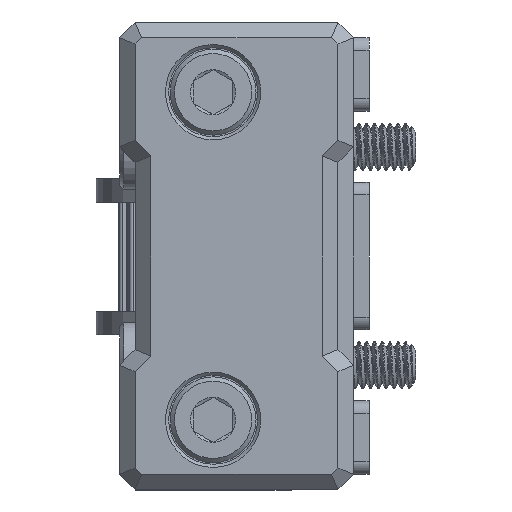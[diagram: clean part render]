
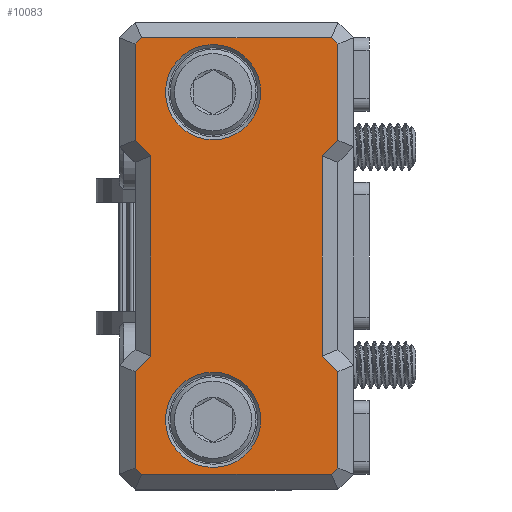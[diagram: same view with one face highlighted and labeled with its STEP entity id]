
A CAD part, front view. The second image highlights one B-rep face of the part: STEP entity #10083.
In plain terms, the highlighted planar face has unit normal (0, -1, 0).
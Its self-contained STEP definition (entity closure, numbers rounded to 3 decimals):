
#126=FACE_BOUND('',#1735,.T.);
#127=FACE_BOUND('',#1736,.T.);
#347=PLANE('',#10926);
#1144=FACE_OUTER_BOUND('',#1734,.T.);
#1734=EDGE_LOOP('',(#8652,#8653,#8654,#8655,#8656,#8657,#8658,#8659,#8660,
#8661,#8662,#8663,#8664,#8665,#8666,#8667));
#1735=EDGE_LOOP('',(#8668));
#1736=EDGE_LOOP('',(#8669));
#2047=CIRCLE('',#10924,3.05);
#2049=CIRCLE('',#10927,3.05);
#2927=LINE('',#28893,#3687);
#2931=LINE('',#28901,#3691);
#2960=LINE('',#28966,#3720);
#2965=LINE('',#28976,#3725);
#2984=LINE('',#29241,#3744);
#2988=LINE('',#29251,#3748);
#2992=LINE('',#29265,#3752);
#2993=LINE('',#29267,#3753);
#2994=LINE('',#29269,#3754);
#2995=LINE('',#29271,#3755);
#2996=LINE('',#29272,#3756);
#2997=LINE('',#29273,#3757);
#2998=LINE('',#29274,#3758);
#2999=LINE('',#29275,#3759);
#3000=LINE('',#29276,#3760);
#3001=LINE('',#29277,#3761);
#3687=VECTOR('',#12934,10.);
#3691=VECTOR('',#12942,10.);
#3720=VECTOR('',#12999,10.);
#3725=VECTOR('',#13010,10.);
#3744=VECTOR('',#13081,10.);
#3748=VECTOR('',#13091,10.);
#3752=VECTOR('',#13107,10.);
#3753=VECTOR('',#13108,10.);
#3754=VECTOR('',#13109,10.);
#3755=VECTOR('',#13110,10.);
#3756=VECTOR('',#13111,10.);
#3757=VECTOR('',#13112,10.);
#3758=VECTOR('',#13113,10.);
#3759=VECTOR('',#13114,10.);
#3760=VECTOR('',#13115,10.);
#3761=VECTOR('',#13116,10.);
#4579=VERTEX_POINT('',#28890);
#4580=VERTEX_POINT('',#28892);
#4581=VERTEX_POINT('',#28898);
#4582=VERTEX_POINT('',#28900);
#4603=VERTEX_POINT('',#28963);
#4604=VERTEX_POINT('',#28965);
#4605=VERTEX_POINT('',#28973);
#4606=VERTEX_POINT('',#28975);
#4637=VERTEX_POINT('',#29238);
#4638=VERTEX_POINT('',#29240);
#4640=VERTEX_POINT('',#29248);
#4641=VERTEX_POINT('',#29250);
#4643=VERTEX_POINT('',#29258);
#4645=VERTEX_POINT('',#29264);
#4646=VERTEX_POINT('',#29266);
#4647=VERTEX_POINT('',#29268);
#4648=VERTEX_POINT('',#29270);
#4649=VERTEX_POINT('',#29278);
#5924=EDGE_CURVE('',#4579,#4580,#2927,.T.);
#5928=EDGE_CURVE('',#4581,#4582,#2931,.T.);
#5961=EDGE_CURVE('',#4603,#4604,#2960,.T.);
#5966=EDGE_CURVE('',#4605,#4606,#2965,.T.);
#6022=EDGE_CURVE('',#4637,#4638,#2984,.T.);
#6027=EDGE_CURVE('',#4640,#4641,#2988,.T.);
#6031=EDGE_CURVE('',#4643,#4643,#2047,.T.);
#6034=EDGE_CURVE('',#4645,#4581,#2992,.T.);
#6035=EDGE_CURVE('',#4646,#4645,#2993,.T.);
#6036=EDGE_CURVE('',#4647,#4646,#2994,.T.);
#6037=EDGE_CURVE('',#4648,#4647,#2995,.T.);
#6038=EDGE_CURVE('',#4604,#4648,#2996,.T.);
#6039=EDGE_CURVE('',#4606,#4603,#2997,.T.);
#6040=EDGE_CURVE('',#4638,#4605,#2998,.T.);
#6041=EDGE_CURVE('',#4641,#4637,#2999,.T.);
#6042=EDGE_CURVE('',#4580,#4640,#3000,.T.);
#6043=EDGE_CURVE('',#4582,#4579,#3001,.T.);
#6044=EDGE_CURVE('',#4649,#4649,#2049,.T.);
#8652=ORIENTED_EDGE('',*,*,#5928,.F.);
#8653=ORIENTED_EDGE('',*,*,#6034,.F.);
#8654=ORIENTED_EDGE('',*,*,#6035,.F.);
#8655=ORIENTED_EDGE('',*,*,#6036,.F.);
#8656=ORIENTED_EDGE('',*,*,#6037,.F.);
#8657=ORIENTED_EDGE('',*,*,#6038,.F.);
#8658=ORIENTED_EDGE('',*,*,#5961,.F.);
#8659=ORIENTED_EDGE('',*,*,#6039,.F.);
#8660=ORIENTED_EDGE('',*,*,#5966,.F.);
#8661=ORIENTED_EDGE('',*,*,#6040,.F.);
#8662=ORIENTED_EDGE('',*,*,#6022,.F.);
#8663=ORIENTED_EDGE('',*,*,#6041,.F.);
#8664=ORIENTED_EDGE('',*,*,#6027,.F.);
#8665=ORIENTED_EDGE('',*,*,#6042,.F.);
#8666=ORIENTED_EDGE('',*,*,#5924,.F.);
#8667=ORIENTED_EDGE('',*,*,#6043,.F.);
#8668=ORIENTED_EDGE('',*,*,#6044,.F.);
#8669=ORIENTED_EDGE('',*,*,#6031,.F.);
#10083=ADVANCED_FACE('',(#1144,#126,#127),#347,.T.);
#10924=AXIS2_PLACEMENT_3D('',#29259,#13100,#13101);
#10926=AXIS2_PLACEMENT_3D('',#29263,#13105,#13106);
#10927=AXIS2_PLACEMENT_3D('',#29279,#13117,#13118);
#12934=DIRECTION('',(0.707,0.,-0.707));
#12942=DIRECTION('',(0.707,0.,0.707));
#12999=DIRECTION('',(-0.707,0.,0.707));
#13010=DIRECTION('',(-0.707,0.,-0.707));
#13081=DIRECTION('',(0.707,0.,-0.707));
#13091=DIRECTION('',(-0.707,0.,-0.707));
#13100=DIRECTION('center_axis',(0.,-1.,0.));
#13101=DIRECTION('ref_axis',(1.,0.,0.));
#13105=DIRECTION('center_axis',(0.,-1.,0.));
#13106=DIRECTION('ref_axis',(0.,0.,
-1.));
#13107=DIRECTION('',(0.,0.,1.));
#13108=DIRECTION('',(-0.707,0.,0.707));
#13109=DIRECTION('',(0.,0.,1.));
#13110=DIRECTION('',(0.707,0.,0.707));
#13111=DIRECTION('',(0.,0.,1.));
#13112=DIRECTION('',(-1.,0.,0.));
#13113=DIRECTION('',(0.,0.,-1.));
#13114=DIRECTION('',(0.,0.,-1.));
#13115=DIRECTION('',(0.,0.,-1.));
#13116=DIRECTION('',(1.,0.,0.));
#13117=DIRECTION('center_axis',(0.,-1.,0.));
#13118=DIRECTION('ref_axis',(1.,0.,0.));
#28890=CARTESIAN_POINT('',(-53.68,-3.315,108.117));
#28892=CARTESIAN_POINT('',(-53.266,-3.315,107.703));
#28893=CARTESIAN_POINT('',(-54.973,-3.315,109.41));
#28898=CARTESIAN_POINT('',(-66.266,-3.315,107.703));
#28900=CARTESIAN_POINT('',(-65.852,-3.315,108.117));
#28901=CARTESIAN_POINT('',(-68.309,-3.315,105.66));
#28963=CARTESIAN_POINT('',(-65.852,-3.315,80.117));
#28965=CARTESIAN_POINT('',(-66.266,-3.315,80.532));
#28966=CARTESIAN_POINT('',(-71.309,-3.315,85.574));
#28973=CARTESIAN_POINT('',(-53.266,-3.315,80.532));
#28975=CARTESIAN_POINT('',(-53.68,-3.315,80.117));
#28976=CARTESIAN_POINT('',(-51.973,-3.315,81.824));
#29238=CARTESIAN_POINT('',(-54.266,-3.315,87.703));
#29240=CARTESIAN_POINT('',(-53.266,-3.315,86.703));
#29241=CARTESIAN_POINT('',(-60.223,-3.315,93.66));
#29248=CARTESIAN_POINT('',(-53.266,-3.315,101.532));
#29250=CARTESIAN_POINT('',(-54.266,-3.315,100.532));
#29251=CARTESIAN_POINT('',(-57.223,-3.315,97.574));
#29258=CARTESIAN_POINT('',(-64.316,-3.315,83.617));
#29259=CARTESIAN_POINT('Origin',(-61.266,-3.315,83.617));
#29263=CARTESIAN_POINT('Origin',(-67.266,-3.315,100.117));
#29264=CARTESIAN_POINT('',(-66.266,-3.315,101.532));
#29265=CARTESIAN_POINT('',(-66.266,-3.315,97.117));
#29266=CARTESIAN_POINT('',(-65.266,-3.315,100.532));
#29267=CARTESIAN_POINT('',(-66.059,-3.315,101.324));
#29268=CARTESIAN_POINT('',(-65.266,-3.315,87.703));
#29269=CARTESIAN_POINT('',(-65.266,-3.315,97.117));
#29270=CARTESIAN_POINT('',(-66.266,-3.315,86.703));
#29271=CARTESIAN_POINT('',(-63.059,-3.315,89.91));
#29272=CARTESIAN_POINT('',(-66.266,-3.315,97.117));
#29273=CARTESIAN_POINT('',(-61.766,-3.315,80.117));
#29274=CARTESIAN_POINT('',(-53.266,-3.315,104.617));
#29275=CARTESIAN_POINT('',(-54.266,-3.315,97.117));
#29276=CARTESIAN_POINT('',(-53.266,-3.315,104.617));
#29277=CARTESIAN_POINT('',(-66.766,-3.315,108.117));
#29278=CARTESIAN_POINT('',(-64.316,-3.315,104.618));
#29279=CARTESIAN_POINT('Origin',(-61.266,-3.315,104.618));
